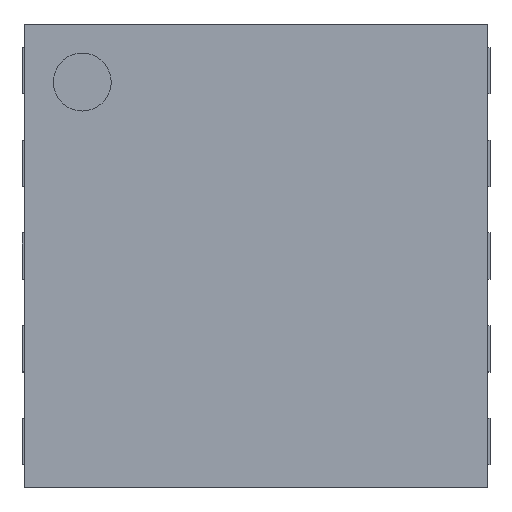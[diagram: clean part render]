
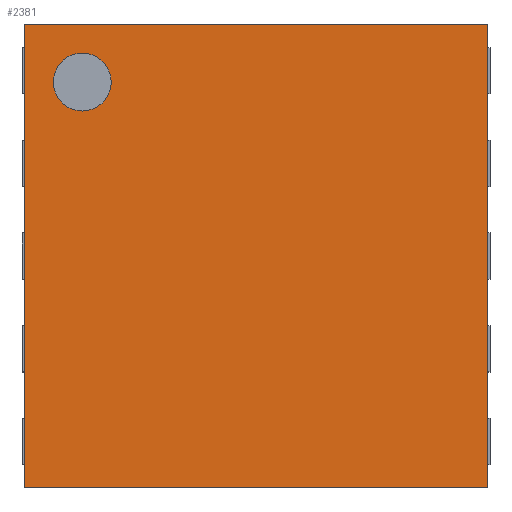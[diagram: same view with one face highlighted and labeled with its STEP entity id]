
A CAD part, top view. The second image highlights one B-rep face of the part: STEP entity #2381.
In plain terms, the highlighted planar face has unit normal (0, 0, 1).
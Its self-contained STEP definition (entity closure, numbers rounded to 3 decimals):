
#24 = VERTEX_POINT('',#25);
#25 = CARTESIAN_POINT('',(-1.,1.,0.8));
#32 = PLANE('',#33);
#33 = AXIS2_PLACEMENT_3D('',#34,#35,#36);
#34 = CARTESIAN_POINT('',(-1.,1.,0.));
#35 = DIRECTION('',(0.,1.,0.));
#36 = DIRECTION('',(1.,0.,0.));
#44 = PLANE('',#45);
#45 = AXIS2_PLACEMENT_3D('',#46,#47,#48);
#46 = CARTESIAN_POINT('',(-1.,-1.,0.));
#47 = DIRECTION('',(-1.,0.,0.));
#48 = DIRECTION('',(0.,1.,0.));
#56 = EDGE_CURVE('',#24,#57,#59,.T.);
#57 = VERTEX_POINT('',#58);
#58 = CARTESIAN_POINT('',(1.,1.,0.8));
#59 = SURFACE_CURVE('',#60,(#64,#71),.PCURVE_S1.);
#60 = LINE('',#61,#62);
#61 = CARTESIAN_POINT('',(-1.,1.,0.8));
#62 = VECTOR('',#63,1.);
#63 = DIRECTION('',(1.,0.,0.));
#64 = PCURVE('',#32,#65);
#65 = DEFINITIONAL_REPRESENTATION('',(#66),#70);
#66 = LINE('',#67,#68);
#67 = CARTESIAN_POINT('',(0.,-0.8));
#68 = VECTOR('',#69,1.);
#69 = DIRECTION('',(1.,0.));
#70 = ( GEOMETRIC_REPRESENTATION_CONTEXT(2) 
PARAMETRIC_REPRESENTATION_CONTEXT() REPRESENTATION_CONTEXT('2D SPACE',''
  ) );
#71 = PCURVE('',#72,#77);
#72 = PLANE('',#73);
#73 = AXIS2_PLACEMENT_3D('',#74,#75,#76);
#74 = CARTESIAN_POINT('',(0.,0.,0.8));
#75 = DIRECTION('',(-0.,-0.,-1.));
#76 = DIRECTION('',(-1.,0.,0.));
#77 = DEFINITIONAL_REPRESENTATION('',(#78),#82);
#78 = LINE('',#79,#80);
#79 = CARTESIAN_POINT('',(1.,1.));
#80 = VECTOR('',#81,1.);
#81 = DIRECTION('',(-1.,0.));
#82 = ( GEOMETRIC_REPRESENTATION_CONTEXT(2) 
PARAMETRIC_REPRESENTATION_CONTEXT() REPRESENTATION_CONTEXT('2D SPACE',''
  ) );
#100 = PLANE('',#101);
#101 = AXIS2_PLACEMENT_3D('',#102,#103,#104);
#102 = CARTESIAN_POINT('',(1.,1.,0.));
#103 = DIRECTION('',(1.,0.,0.));
#104 = DIRECTION('',(0.,-1.,0.));
#167 = VERTEX_POINT('',#168);
#168 = CARTESIAN_POINT('',(-1.,-1.,0.8));
#182 = PLANE('',#183);
#183 = AXIS2_PLACEMENT_3D('',#184,#185,#186);
#184 = CARTESIAN_POINT('',(1.,-1.,0.));
#185 = DIRECTION('',(0.,-1.,0.));
#186 = DIRECTION('',(-1.,0.,0.));
#194 = EDGE_CURVE('',#167,#24,#195,.T.);
#195 = SURFACE_CURVE('',#196,(#200,#207),.PCURVE_S1.);
#196 = LINE('',#197,#198);
#197 = CARTESIAN_POINT('',(-1.,-1.,0.8));
#198 = VECTOR('',#199,1.);
#199 = DIRECTION('',(0.,1.,0.));
#200 = PCURVE('',#44,#201);
#201 = DEFINITIONAL_REPRESENTATION('',(#202),#206);
#202 = LINE('',#203,#204);
#203 = CARTESIAN_POINT('',(0.,-0.8));
#204 = VECTOR('',#205,1.);
#205 = DIRECTION('',(1.,0.));
#206 = ( GEOMETRIC_REPRESENTATION_CONTEXT(2) 
PARAMETRIC_REPRESENTATION_CONTEXT() REPRESENTATION_CONTEXT('2D SPACE',''
  ) );
#207 = PCURVE('',#72,#208);
#208 = DEFINITIONAL_REPRESENTATION('',(#209),#213);
#209 = LINE('',#210,#211);
#210 = CARTESIAN_POINT('',(1.,-1.));
#211 = VECTOR('',#212,1.);
#212 = DIRECTION('',(0.,1.));
#213 = ( GEOMETRIC_REPRESENTATION_CONTEXT(2) 
PARAMETRIC_REPRESENTATION_CONTEXT() REPRESENTATION_CONTEXT('2D SPACE',''
  ) );
#776 = EDGE_CURVE('',#57,#777,#779,.T.);
#777 = VERTEX_POINT('',#778);
#778 = CARTESIAN_POINT('',(1.,-1.,0.8));
#779 = SURFACE_CURVE('',#780,(#784,#791),.PCURVE_S1.);
#780 = LINE('',#781,#782);
#781 = CARTESIAN_POINT('',(1.,1.,0.8));
#782 = VECTOR('',#783,1.);
#783 = DIRECTION('',(0.,-1.,0.));
#784 = PCURVE('',#100,#785);
#785 = DEFINITIONAL_REPRESENTATION('',(#786),#790);
#786 = LINE('',#787,#788);
#787 = CARTESIAN_POINT('',(0.,-0.8));
#788 = VECTOR('',#789,1.);
#789 = DIRECTION('',(1.,0.));
#790 = ( GEOMETRIC_REPRESENTATION_CONTEXT(2) 
PARAMETRIC_REPRESENTATION_CONTEXT() REPRESENTATION_CONTEXT('2D SPACE',''
  ) );
#791 = PCURVE('',#72,#792);
#792 = DEFINITIONAL_REPRESENTATION('',(#793),#797);
#793 = LINE('',#794,#795);
#794 = CARTESIAN_POINT('',(-1.,1.));
#795 = VECTOR('',#796,1.);
#796 = DIRECTION('',(0.,-1.));
#797 = ( GEOMETRIC_REPRESENTATION_CONTEXT(2) 
PARAMETRIC_REPRESENTATION_CONTEXT() REPRESENTATION_CONTEXT('2D SPACE',''
  ) );
#2381 = ADVANCED_FACE('',(#2382,#2408),#72,.F.);
#2382 = FACE_BOUND('',#2383,.F.);
#2383 = EDGE_LOOP('',(#2384,#2385,#2386,#2407));
#2384 = ORIENTED_EDGE('',*,*,#56,.T.);
#2385 = ORIENTED_EDGE('',*,*,#776,.T.);
#2386 = ORIENTED_EDGE('',*,*,#2387,.T.);
#2387 = EDGE_CURVE('',#777,#167,#2388,.T.);
#2388 = SURFACE_CURVE('',#2389,(#2393,#2400),.PCURVE_S1.);
#2389 = LINE('',#2390,#2391);
#2390 = CARTESIAN_POINT('',(1.,-1.,0.8));
#2391 = VECTOR('',#2392,1.);
#2392 = DIRECTION('',(-1.,0.,0.));
#2393 = PCURVE('',#72,#2394);
#2394 = DEFINITIONAL_REPRESENTATION('',(#2395),#2399);
#2395 = LINE('',#2396,#2397);
#2396 = CARTESIAN_POINT('',(-1.,-1.));
#2397 = VECTOR('',#2398,1.);
#2398 = DIRECTION('',(1.,0.));
#2399 = ( GEOMETRIC_REPRESENTATION_CONTEXT(2) 
PARAMETRIC_REPRESENTATION_CONTEXT() REPRESENTATION_CONTEXT('2D SPACE',''
  ) );
#2400 = PCURVE('',#182,#2401);
#2401 = DEFINITIONAL_REPRESENTATION('',(#2402),#2406);
#2402 = LINE('',#2403,#2404);
#2403 = CARTESIAN_POINT('',(0.,-0.8));
#2404 = VECTOR('',#2405,1.);
#2405 = DIRECTION('',(1.,0.));
#2406 = ( GEOMETRIC_REPRESENTATION_CONTEXT(2) 
PARAMETRIC_REPRESENTATION_CONTEXT() REPRESENTATION_CONTEXT('2D SPACE',''
  ) );
#2407 = ORIENTED_EDGE('',*,*,#194,.T.);
#2408 = FACE_BOUND('',#2409,.F.);
#2409 = EDGE_LOOP('',(#2410));
#2410 = ORIENTED_EDGE('',*,*,#2411,.T.);
#2411 = EDGE_CURVE('',#2412,#2412,#2414,.T.);
#2412 = VERTEX_POINT('',#2413);
#2413 = CARTESIAN_POINT('',(-0.625,0.75,0.8));
#2414 = SURFACE_CURVE('',#2415,(#2420,#2431),.PCURVE_S1.);
#2415 = CIRCLE('',#2416,0.125);
#2416 = AXIS2_PLACEMENT_3D('',#2417,#2418,#2419);
#2417 = CARTESIAN_POINT('',(-0.75,0.75,0.8));
#2418 = DIRECTION('',(0.,0.,1.));
#2419 = DIRECTION('',(1.,0.,0.));
#2420 = PCURVE('',#72,#2421);
#2421 = DEFINITIONAL_REPRESENTATION('',(#2422),#2430);
#2422 = ( BOUNDED_CURVE() B_SPLINE_CURVE(2,(#2423,#2424,#2425,#2426,
#2427,#2428,#2429),.UNSPECIFIED.,.T.,.F.) B_SPLINE_CURVE_WITH_KNOTS((1,2
    ,2,2,2,1),(-2.094,0.,2.094,4.189,
6.283,8.378),.UNSPECIFIED.) CURVE() 
GEOMETRIC_REPRESENTATION_ITEM() RATIONAL_B_SPLINE_CURVE((1.,0.5,1.,0.5,
1.,0.5,1.)) REPRESENTATION_ITEM('') );
#2423 = CARTESIAN_POINT('',(0.625,0.75));
#2424 = CARTESIAN_POINT('',(0.625,0.967));
#2425 = CARTESIAN_POINT('',(0.813,0.858));
#2426 = CARTESIAN_POINT('',(1.,0.75));
#2427 = CARTESIAN_POINT('',(0.813,0.642));
#2428 = CARTESIAN_POINT('',(0.625,0.533));
#2429 = CARTESIAN_POINT('',(0.625,0.75));
#2430 = ( GEOMETRIC_REPRESENTATION_CONTEXT(2) 
PARAMETRIC_REPRESENTATION_CONTEXT() REPRESENTATION_CONTEXT('2D SPACE',''
  ) );
#2431 = PCURVE('',#2432,#2437);
#2432 = CYLINDRICAL_SURFACE('',#2433,0.125);
#2433 = AXIS2_PLACEMENT_3D('',#2434,#2435,#2436);
#2434 = CARTESIAN_POINT('',(-0.75,0.75,0.8));
#2435 = DIRECTION('',(0.,0.,1.));
#2436 = DIRECTION('',(1.,0.,0.));
#2437 = DEFINITIONAL_REPRESENTATION('',(#2438),#2442);
#2438 = LINE('',#2439,#2440);
#2439 = CARTESIAN_POINT('',(0.,0.));
#2440 = VECTOR('',#2441,1.);
#2441 = DIRECTION('',(1.,0.));
#2442 = ( GEOMETRIC_REPRESENTATION_CONTEXT(2) 
PARAMETRIC_REPRESENTATION_CONTEXT() REPRESENTATION_CONTEXT('2D SPACE',''
  ) );
